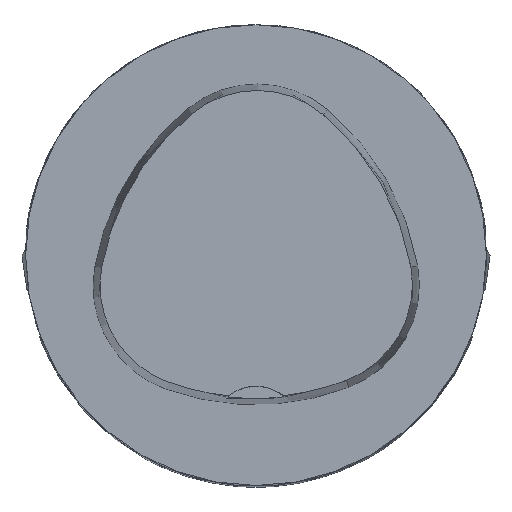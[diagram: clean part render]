
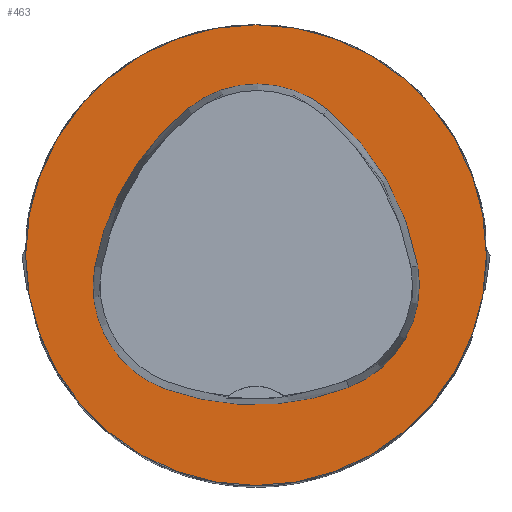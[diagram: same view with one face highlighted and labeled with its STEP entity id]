
A CAD part, top view. The second image highlights one B-rep face of the part: STEP entity #463.
In plain terms, the highlighted planar face has unit normal (0, 0, 1).
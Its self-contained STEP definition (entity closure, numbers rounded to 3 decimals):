
#333=CIRCLE('',#2485,31.5);
#334=CIRCLE('',#2491,36.);
#336=CIRCLE('',#2494,15.);
#338=CIRCLE('',#2497,36.);
#340=CIRCLE('',#2500,15.);
#344=CIRCLE('',#2505,36.);
#346=CIRCLE('',#2508,15.);
#463=ADVANCED_FACE('',(#643,#644),#544,.T.);
#544=PLANE('',#2513);
#643=FACE_BOUND('',#771,.T.);
#644=FACE_BOUND('',#772,.T.);
#771=EDGE_LOOP('',(#1314,#1315,#1316,#1317,#1318,#1319));
#772=EDGE_LOOP('',(#1320));
#1314=ORIENTED_EDGE('',*,*,#1901,.T.);
#1315=ORIENTED_EDGE('',*,*,#1881,.T.);
#1316=ORIENTED_EDGE('',*,*,#1885,.T.);
#1317=ORIENTED_EDGE('',*,*,#1888,.T.);
#1318=ORIENTED_EDGE('',*,*,#1891,.T.);
#1319=ORIENTED_EDGE('',*,*,#1899,.T.);
#1320=ORIENTED_EDGE('',*,*,#1872,.F.);
#1598=VERTEX_POINT('',#3940);
#1607=VERTEX_POINT('',#3959);
#1608=VERTEX_POINT('',#3960);
#1611=VERTEX_POINT('',#3968);
#1613=VERTEX_POINT('',#3974);
#1615=VERTEX_POINT('',#3980);
#1622=VERTEX_POINT('',#4001);
#1872=EDGE_CURVE('',#1598,#1598,#333,.T.);
#1881=EDGE_CURVE('',#1607,#1608,#334,.T.);
#1885=EDGE_CURVE('',#1608,#1611,#336,.T.);
#1888=EDGE_CURVE('',#1611,#1613,#338,.T.);
#1891=EDGE_CURVE('',#1613,#1615,#340,.T.);
#1899=EDGE_CURVE('',#1615,#1622,#344,.T.);
#1901=EDGE_CURVE('',#1622,#1607,#346,.T.);
#2485=AXIS2_PLACEMENT_3D('',#3939,#3021,#3022);
#2491=AXIS2_PLACEMENT_3D('',#3958,#3037,#3038);
#2494=AXIS2_PLACEMENT_3D('',#3967,#3045,#3046);
#2497=AXIS2_PLACEMENT_3D('',#3973,#3052,#3053);
#2500=AXIS2_PLACEMENT_3D('',#3979,#3059,#3060);
#2505=AXIS2_PLACEMENT_3D('',#4002,#3071,#3072);
#2508=AXIS2_PLACEMENT_3D('',#4005,#3077,#3078);
#2513=AXIS2_PLACEMENT_3D('',#4010,#3087,#3088);
#3021=DIRECTION('',(0.,0.,-1.));
#3022=DIRECTION('',(-1.,0.,0.));
#3037=DIRECTION('',(0.,0.,-1.));
#3038=DIRECTION('',(-1.,0.,0.));
#3045=DIRECTION('',(0.,0.,-1.));
#3046=DIRECTION('',(-1.,0.,0.));
#3052=DIRECTION('',(0.,0.,-1.));
#3053=DIRECTION('',(-1.,0.,0.));
#3059=DIRECTION('',(0.,0.,-1.));
#3060=DIRECTION('',(-1.,0.,0.));
#3071=DIRECTION('',(0.,0.,-1.));
#3072=DIRECTION('',(-1.,0.,0.));
#3077=DIRECTION('',(0.,0.,-1.));
#3078=DIRECTION('',(-1.,0.,0.));
#3087=DIRECTION('',(0.,0.,1.));
#3088=DIRECTION('',(1.,0.,0.));
#3939=CARTESIAN_POINT('',(0.,0.,0.));
#3940=CARTESIAN_POINT('',(-31.5,0.,0.));
#3958=CARTESIAN_POINT('',(13.398,-7.893,0.));
#3959=CARTESIAN_POINT('',(-22.041,-1.562,0.));
#3960=CARTESIAN_POINT('',(-9.317,20.036,0.));
#3967=CARTESIAN_POINT('',(0.148,8.399,0.));
#3968=CARTESIAN_POINT('',(9.779,19.898,0.));
#3973=CARTESIAN_POINT('',(-13.337,-7.7,0.));
#3974=CARTESIAN_POINT('',(22.122,-1.48,0.));
#3979=CARTESIAN_POINT('',(7.347,-4.071,0.));
#3980=CARTESIAN_POINT('',(12.693,-18.087,0.));
#4001=CARTESIAN_POINT('',(-12.373,-18.307,0.));
#4002=CARTESIAN_POINT('',(-0.137,15.55,0.));
#4005=CARTESIAN_POINT('',(-7.275,-4.2,0.));
#4010=CARTESIAN_POINT('',(0.,0.,0.));
